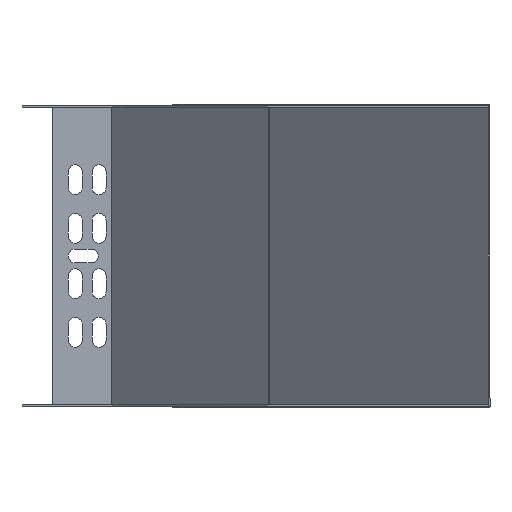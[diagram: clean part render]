
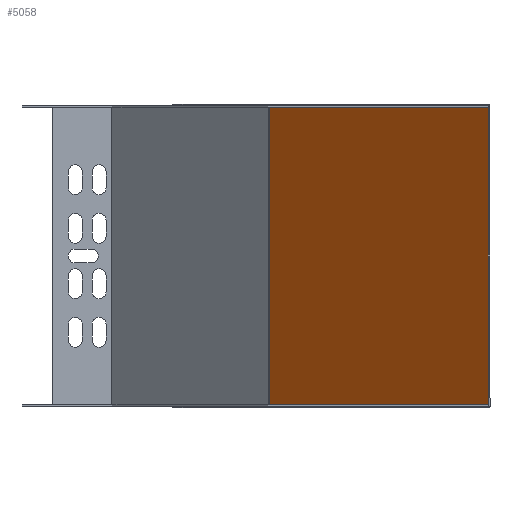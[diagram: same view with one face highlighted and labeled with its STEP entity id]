
A CAD part, front view. The second image highlights one B-rep face of the part: STEP entity #5058.
In plain terms, the highlighted planar face has unit normal (-0.707, -0.707, 0).
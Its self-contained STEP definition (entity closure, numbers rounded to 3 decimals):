
#194 = ORIENTED_EDGE ( 'NONE', *, *, #526, .T. ) ;
#526 = EDGE_CURVE ( 'NONE', #6192, #1805, #7372, .T. ) ;
#624 = CARTESIAN_POINT ( 'NONE',  ( 139.172, -32.663, 45.029 ) ) ;
#1000 = VERTEX_POINT ( 'NONE', #4367 ) ;
#1023 = CARTESIAN_POINT ( 'NONE',  ( 139.172, -32.663, 45.029 ) ) ;
#1433 = EDGE_CURVE ( 'NONE', #1000, #1996, #5365, .T. ) ;
#1505 = DIRECTION ( 'NONE',  ( 0., 0., 1. ) ) ;
#1608 = CARTESIAN_POINT ( 'NONE',  ( 139.172, -32.663, 45.029 ) ) ;
#1705 = DIRECTION ( 'NONE',  ( -0.707, 0.707, 0. ) ) ;
#1805 = VERTEX_POINT ( 'NONE', #7984 ) ;
#1882 = ORIENTED_EDGE ( 'NONE', *, *, #7999, .F. ) ;
#1989 = DIRECTION ( 'NONE',  ( 0., 0., -1. ) ) ;
#1996 = VERTEX_POINT ( 'NONE', #2847 ) ;
#2020 = CARTESIAN_POINT ( 'NONE',  ( -4.371, 110.879, 45.029 ) ) ;
#2847 = CARTESIAN_POINT ( 'NONE',  ( -4.371, 110.879, 45.029 ) ) ;
#2948 = AXIS2_PLACEMENT_3D ( 'NONE', #8131, #7651, #7552 ) ;
#3212 = VECTOR ( 'NONE', #1705, 1000. ) ;
#3268 = LINE ( 'NONE', #1023, #3212 ) ;
#4149 = ORIENTED_EDGE ( 'NONE', *, *, #1433, .T. ) ;
#4367 = CARTESIAN_POINT ( 'NONE',  ( -4.371, 110.879, 196.629 ) ) ;
#4497 = VECTOR ( 'NONE', #7769, 1000. ) ;
#4523 = LINE ( 'NONE', #8103, #4497 ) ;
#4620 = ORIENTED_EDGE ( 'NONE', *, *, #7139, .F. ) ;
#5058 = ADVANCED_FACE ( 'NONE', ( #8107 ), #6594, .T. ) ;
#5365 = LINE ( 'NONE', #2020, #5387 ) ;
#5387 = VECTOR ( 'NONE', #1989, 1000. ) ;
#6192 = VERTEX_POINT ( 'NONE', #624 ) ;
#6594 = PLANE ( 'NONE',  #2948 ) ;
#7139 = EDGE_CURVE ( 'NONE', #1000, #1805, #4523, .T. ) ;
#7365 = VECTOR ( 'NONE', #1505, 1000. ) ;
#7372 = LINE ( 'NONE', #1608, #7365 ) ;
#7552 = DIRECTION ( 'NONE',  ( 0.707, -0.707, 0. ) ) ;
#7647 = EDGE_LOOP ( 'NONE', ( #1882, #194, #4620, #4149 ) ) ;
#7651 = DIRECTION ( 'NONE',  ( -0.707, -0.707, 0. ) ) ;
#7769 = DIRECTION ( 'NONE',  ( 0.707, -0.707, 0. ) ) ;
#7984 = CARTESIAN_POINT ( 'NONE',  ( 139.172, -32.663, 196.629 ) ) ;
#7999 = EDGE_CURVE ( 'NONE', #6192, #1996, #3268, .T. ) ;
#8103 = CARTESIAN_POINT ( 'NONE',  ( -4.371, 110.879, 196.629 ) ) ;
#8107 = FACE_OUTER_BOUND ( 'NONE', #7647, .T. ) ;
#8131 = CARTESIAN_POINT ( 'NONE',  ( 139.172, -32.663, 45.029 ) ) ;
